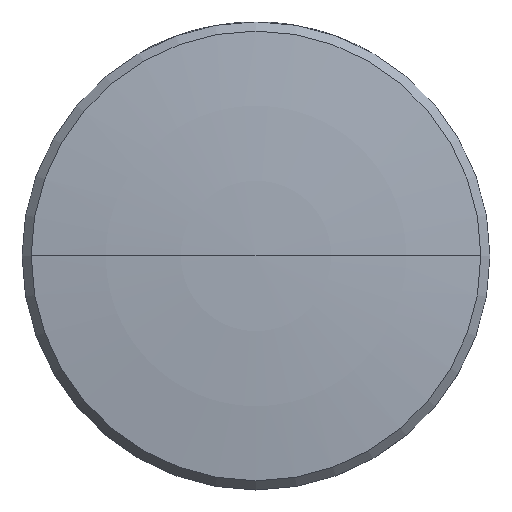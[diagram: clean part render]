
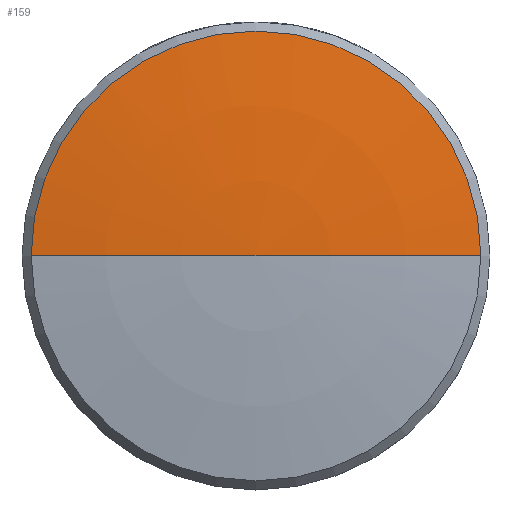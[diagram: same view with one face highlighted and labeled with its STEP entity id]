
A CAD part, top view. The second image highlights one B-rep face of the part: STEP entity #159.
In plain terms, the highlighted toroidal (fillet/blend) face has major radius 0.003 mm and minor radius 46 mm.
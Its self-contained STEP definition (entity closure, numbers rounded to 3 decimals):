
#46 = CIRCLE ( 'NONE', #412, 6.103 ) ;
#66 = CARTESIAN_POINT ( 'NONE',  ( -6.103, 0., 1.834 ) ) ;
#70 = CARTESIAN_POINT ( 'NONE',  ( 0., 0., 2.24 ) ) ;
#90 = AXIS2_PLACEMENT_3D ( 'NONE', #2001, #2213, #1816 ) ;
#108 = EDGE_LOOP ( 'NONE', ( #1657, #755, #2390 ) ) ;
#159 = ADVANCED_FACE ( 'NONE', ( #627 ), #1223, .T. ) ;
#162 = DIRECTION ( 'NONE',  ( -1., 0., 0. ) ) ;
#257 = AXIS2_PLACEMENT_3D ( 'NONE', #1096, #1917, #1729 ) ;
#412 = AXIS2_PLACEMENT_3D ( 'NONE', #1113, #2527, #1911 ) ;
#509 = EDGE_CURVE ( 'NONE', #1135, #1245, #2483, .T. ) ;
#627 = FACE_OUTER_BOUND ( 'NONE', #108, .T. ) ;
#735 = AXIS2_PLACEMENT_3D ( 'NONE', #1391, #2012, #162 ) ;
#755 = ORIENTED_EDGE ( 'NONE', *, *, #509, .T. ) ;
#839 = VERTEX_POINT ( 'NONE', #66 ) ;
#853 = EDGE_CURVE ( 'NONE', #1135, #839, #2061, .T. ) ;
#1096 = CARTESIAN_POINT ( 'NONE',  ( -0.003, 0., -43.76 ) ) ;
#1109 = EDGE_CURVE ( 'NONE', #1245, #839, #46, .T. ) ;
#1113 = CARTESIAN_POINT ( 'NONE',  ( 0., 0., 1.834 ) ) ;
#1135 = VERTEX_POINT ( 'NONE', #70 ) ;
#1223 = TOROIDAL_SURFACE ( 'NONE', #735, 0.003, 46. ) ;
#1245 = VERTEX_POINT ( 'NONE', #1802 ) ;
#1391 = CARTESIAN_POINT ( 'NONE',  ( 0., 0., -43.76 ) ) ;
#1657 = ORIENTED_EDGE ( 'NONE', *, *, #853, .F. ) ;
#1729 = DIRECTION ( 'NONE',  ( 0., 0., -1. ) ) ;
#1802 = CARTESIAN_POINT ( 'NONE',  ( 6.103, 0., 1.834 ) ) ;
#1816 = DIRECTION ( 'NONE',  ( -1., 0., 0. ) ) ;
#1911 = DIRECTION ( 'NONE',  ( -1., 0., 0. ) ) ;
#1917 = DIRECTION ( 'NONE',  ( 0., -1., 0. ) ) ;
#2001 = CARTESIAN_POINT ( 'NONE',  ( 0.003, 0., -43.76 ) ) ;
#2012 = DIRECTION ( 'NONE',  ( 0., 0., -1. ) ) ;
#2061 = CIRCLE ( 'NONE', #257, 46. ) ;
#2213 = DIRECTION ( 'NONE',  ( 0., 1., 0. ) ) ;
#2390 = ORIENTED_EDGE ( 'NONE', *, *, #1109, .T. ) ;
#2483 = CIRCLE ( 'NONE', #90, 46. ) ;
#2527 = DIRECTION ( 'NONE',  ( 0., 0., 1. ) ) ;
